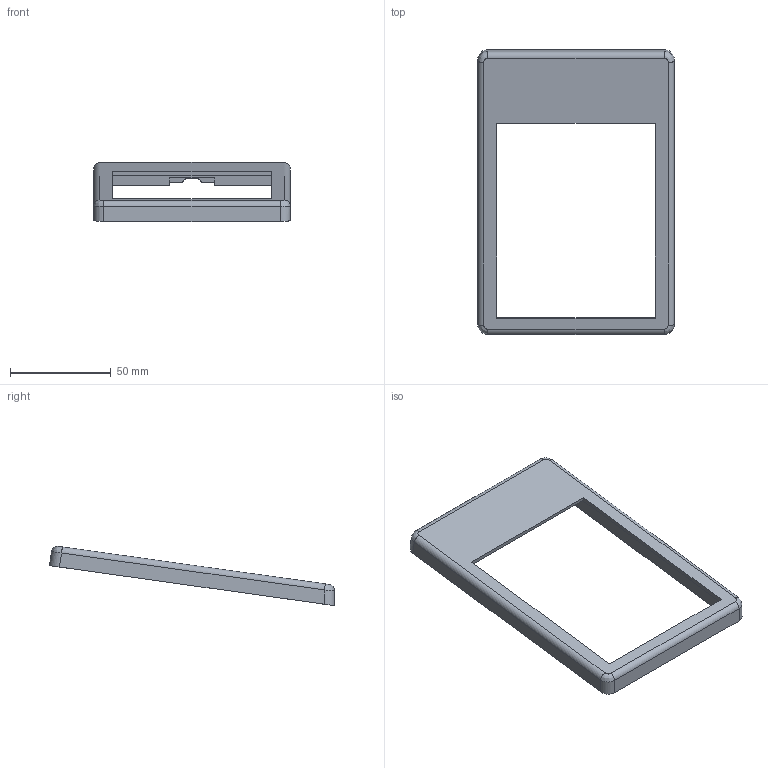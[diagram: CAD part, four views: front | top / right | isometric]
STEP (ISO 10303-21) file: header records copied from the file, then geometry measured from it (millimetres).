
FILE_DESCRIPTION(/* description */ (''),/* implementation_level */ '2;1');
FILE_NAME(/* name */ 'top-v2.1.step',/* time_stamp */ '2025-01-20T13:47:53+01:00',/* author */ (''),/* organization */ (''),/* preprocessor_version */ 'ST-DEVELOPER v20',/* originating_system */ 'Autodesk Translation Framework v12.20.1.177',/* authorisation */ '');
FILE_SCHEMA (('AUTOMOTIVE_DESIGN { 1 0 10303 214 3 1 1 }'));
Length unit declared in the file: millimetre
Products named in the file (1): basicnumpad
Bounding box: 97.25 x 141.11 x 29.34 mm (x, y, z)
Volume: 42406 mm3; surface area: 20852.8 mm2
Topology: 1 solids, 1 shells, 51 faces, 118 edges, 76 vertices
Faces by surface type: plane 30, cylinder 17, bspline 4
Full cylindrical faces by diameter (mm): 3.1 x4
Entity records: 1540 total; most frequent: CARTESIAN_POINT 310, DIRECTION 252, ORIENTED_EDGE 236, EDGE_CURVE 118, AXIS2_PLACEMENT_3D 86, LINE 80, VECTOR 80, VERTEX_POINT 76
